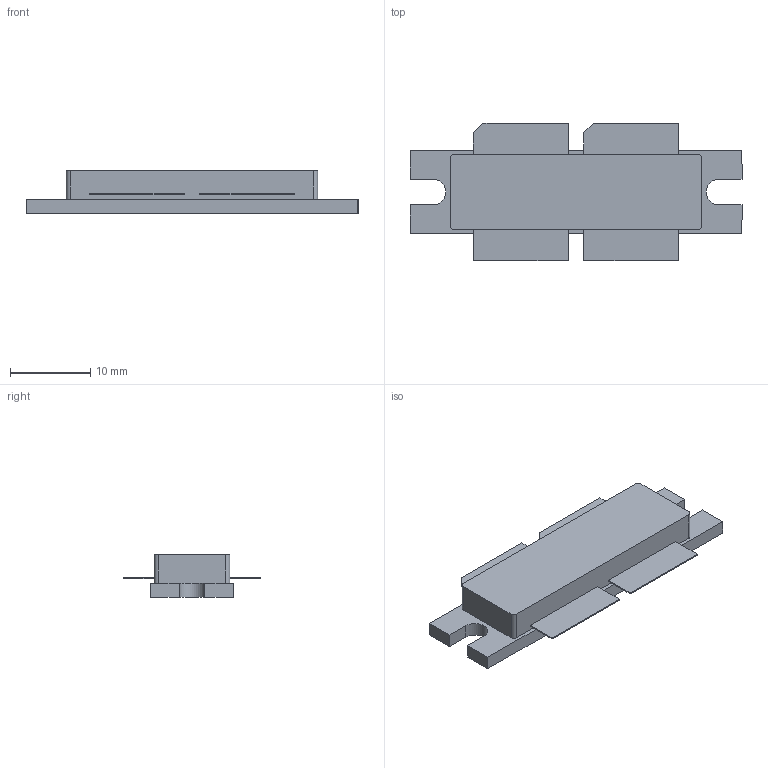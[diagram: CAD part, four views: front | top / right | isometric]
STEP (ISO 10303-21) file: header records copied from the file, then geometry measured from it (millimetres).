
FILE_DESCRIPTION((''),'2;1');
FILE_NAME('NXP_SOT539A.stp','2010-05-27T09:23:44',(''),(''),'Mechanical Desktop 2010','Mechanical Desktop 2010',', , ');
FILE_SCHEMA(('AUTOMOTIVE_DESIGN { 1 2 10303 214 1 1 1 1 }'));
Length unit declared in the file: millimetre
Products named in the file (1): Product
Bounding box: 41.28 x 17.12 x 5.33 mm (x, y, z)
Volume: 1775.5 mm3; surface area: 2259.6 mm2
Topology: 6 solids, 6 shells, 50 faces, 114 edges, 76 vertices
Faces by surface type: plane 44, cylinder 6
Entity records: 1437 total; most frequent: CARTESIAN_POINT 241, DIRECTION 228, ORIENTED_EDGE 228, EDGE_CURVE 114, VECTOR 102, LINE 102, VERTEX_POINT 76, AXIS2_PLACEMENT_3D 63
